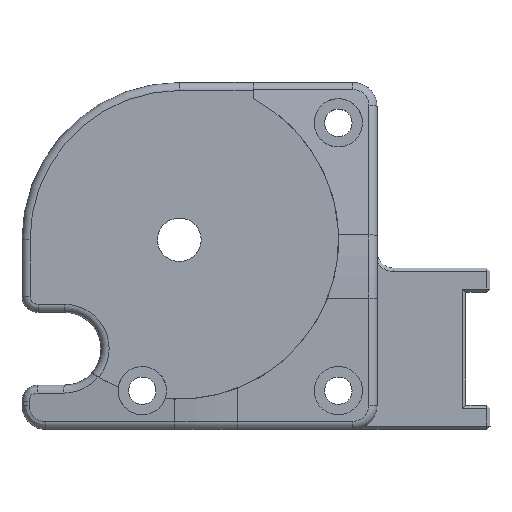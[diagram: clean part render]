
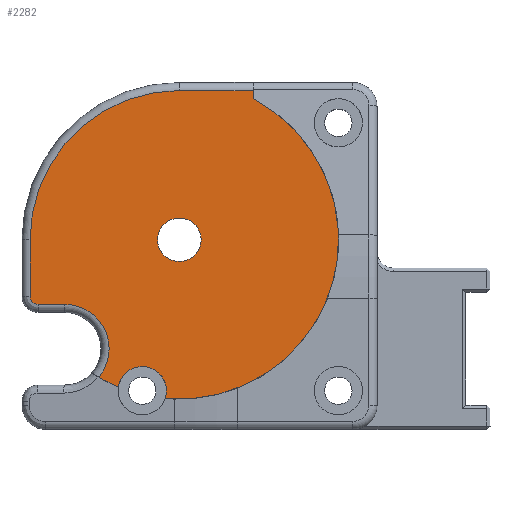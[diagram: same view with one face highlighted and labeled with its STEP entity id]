
A CAD part, top view. The second image highlights one B-rep face of the part: STEP entity #2282.
In plain terms, the highlighted planar face has unit normal (0, 0, 1).
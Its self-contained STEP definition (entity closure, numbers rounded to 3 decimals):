
#32=FACE_BOUND('',#413,.T.);
#115=CIRCLE('',#2449,5.5);
#118=CIRCLE('',#2453,1.);
#122=CIRCLE('',#2459,18.5);
#144=CIRCLE('',#2501,19.75);
#145=CIRCLE('',#2502,3.);
#146=CIRCLE('',#2503,3.);
#147=CIRCLE('',#2504,19.75);
#148=CIRCLE('',#2505,2.7);
#276=FACE_OUTER_BOUND('',#412,.T.);
#412=EDGE_LOOP('',(#1814,#1815,#1816,#1817,#1818,#1819,#1820,#1821,#1822,
#1823,#1824));
#413=EDGE_LOOP('',(#1825));
#614=LINE('',#3626,#826);
#616=LINE('',#3644,#828);
#618=LINE('',#3656,#830);
#635=LINE('',#3879,#847);
#826=VECTOR('',#2962,10.);
#828=VECTOR('',#2972,10.);
#830=VECTOR('',#2986,1.);
#847=VECTOR('',#3089,10.);
#993=VERTEX_POINT('',#3607);
#994=VERTEX_POINT('',#3609);
#995=VERTEX_POINT('',#3624);
#996=VERTEX_POINT('',#3636);
#998=VERTEX_POINT('',#3641);
#1000=VERTEX_POINT('',#3647);
#1002=VERTEX_POINT('',#3653);
#1027=VERTEX_POINT('',#3871);
#1028=VERTEX_POINT('',#3873);
#1029=VERTEX_POINT('',#3875);
#1030=VERTEX_POINT('',#3877);
#1031=VERTEX_POINT('',#3880);
#1255=EDGE_CURVE('',#993,#994,#115,.T.);
#1257=EDGE_CURVE('',#995,#993,#614,.T.);
#1259=EDGE_CURVE('',#996,#995,#118,.T.);
#1262=EDGE_CURVE('',#998,#996,#616,.T.);
#1265=EDGE_CURVE('',#1000,#998,#122,.T.);
#1268=EDGE_CURVE('',#1002,#1000,#618,.T.);
#1311=EDGE_CURVE('',#1027,#994,#144,.T.);
#1312=EDGE_CURVE('',#1028,#1027,#145,.F.);
#1313=EDGE_CURVE('',#1029,#1028,#146,.F.);
#1314=EDGE_CURVE('',#1030,#1029,#147,.T.);
#1315=EDGE_CURVE('',#1002,#1030,#635,.T.);
#1316=EDGE_CURVE('',#1031,#1031,#148,.T.);
#1814=ORIENTED_EDGE('',*,*,#1268,.T.);
#1815=ORIENTED_EDGE('',*,*,#1265,.T.);
#1816=ORIENTED_EDGE('',*,*,#1262,.T.);
#1817=ORIENTED_EDGE('',*,*,#1259,.T.);
#1818=ORIENTED_EDGE('',*,*,#1257,.T.);
#1819=ORIENTED_EDGE('',*,*,#1255,.T.);
#1820=ORIENTED_EDGE('',*,*,#1311,.F.);
#1821=ORIENTED_EDGE('',*,*,#1312,.F.);
#1822=ORIENTED_EDGE('',*,*,#1313,.F.);
#1823=ORIENTED_EDGE('',*,*,#1314,.F.);
#1824=ORIENTED_EDGE('',*,*,#1315,.F.);
#1825=ORIENTED_EDGE('',*,*,#1316,.F.);
#2030=PLANE('',#2500);
#2282=ADVANCED_FACE('',(#276,#32),#2030,.F.);
#2449=AXIS2_PLACEMENT_3D('',#3622,#2956,#2957);
#2453=AXIS2_PLACEMENT_3D('',#3638,#2965,#2966);
#2459=AXIS2_PLACEMENT_3D('',#3650,#2979,#2980);
#2500=AXIS2_PLACEMENT_3D('',#3870,#3079,#3080);
#2501=AXIS2_PLACEMENT_3D('',#3872,#3081,#3082);
#2502=AXIS2_PLACEMENT_3D('',#3874,#3083,#3084);
#2503=AXIS2_PLACEMENT_3D('',#3876,#3085,#3086);
#2504=AXIS2_PLACEMENT_3D('',#3878,#3087,#3088);
#2505=AXIS2_PLACEMENT_3D('',#3881,#3090,#3091);
#2956=DIRECTION('center_axis',(0.,0.,
-1.));
#2957=DIRECTION('ref_axis',(0.913,0.408,0.));
#2962=DIRECTION('',(1.,0.,0.));
#2965=DIRECTION('center_axis',(0.,0.,
1.));
#2966=DIRECTION('ref_axis',(-0.707,-0.707,0.));
#2972=DIRECTION('',(0.,-1.,0.));
#2979=DIRECTION('center_axis',(0.,0.,
1.));
#2980=DIRECTION('ref_axis',(-0.784,0.621,0.));
#2986=DIRECTION('',(-1.,0.,0.));
#3079=DIRECTION('center_axis',(0.,0.,
-1.));
#3080=DIRECTION('ref_axis',(-1.,0.,0.));
#3081=DIRECTION('center_axis',(0.,0.,
-1.));
#3082=DIRECTION('ref_axis',(-1.,0.,0.));
#3083=DIRECTION('center_axis',(0.,0.,
-1.));
#3084=DIRECTION('ref_axis',(-1.,0.,0.));
#3085=DIRECTION('center_axis',(0.,0.,
-1.));
#3086=DIRECTION('ref_axis',(-1.,0.,0.));
#3087=DIRECTION('center_axis',(0.,0.,
-1.));
#3088=DIRECTION('ref_axis',(-1.,0.,0.));
#3089=DIRECTION('',(0.,-1.,0.));
#3090=DIRECTION('center_axis',(0.,0.,
1.));
#3091=DIRECTION('ref_axis',(-1.,0.,0.));
#3607=CARTESIAN_POINT('',(33.959,-12.147,180.052));
#3609=CARTESIAN_POINT('',(38.17,-21.184,180.052));
#3622=CARTESIAN_POINT('Origin',(33.959,-17.647,180.052));
#3624=CARTESIAN_POINT('',(30.659,-12.147,180.052));
#3626=CARTESIAN_POINT('',(37.234,-12.147,180.052));
#3636=CARTESIAN_POINT('',(29.659,-11.147,180.052));
#3638=CARTESIAN_POINT('Origin',(30.659,-11.147,180.052));
#3641=CARTESIAN_POINT('',(29.659,-4.147,180.052));
#3644=CARTESIAN_POINT('',(29.659,4.554,180.052));
#3647=CARTESIAN_POINT('',(48.159,14.353,180.052));
#3650=CARTESIAN_POINT('Origin',(48.159,-4.147,180.052));
#3653=CARTESIAN_POINT('',(57.313,14.353,180.052));
#3656=CARTESIAN_POINT('',(73.659,14.353,180.052));
#3870=CARTESIAN_POINT('Origin',(40.509,-6.246,180.052));
#3871=CARTESIAN_POINT('',(40.593,-22.39,180.052));
#3872=CARTESIAN_POINT('Origin',(48.159,-4.147,180.052));
#3873=CARTESIAN_POINT('',(46.559,-22.846,180.052));
#3874=CARTESIAN_POINT('Origin',(43.559,-22.846,180.052));
#3875=CARTESIAN_POINT('',(46.397,-23.818,180.052));
#3876=CARTESIAN_POINT('Origin',(43.559,-22.846,180.052));
#3877=CARTESIAN_POINT('',(57.313,13.353,180.052));
#3878=CARTESIAN_POINT('Origin',(48.159,-4.147,180.052));
#3879=CARTESIAN_POINT('',(57.313,3.554,180.052));
#3880=CARTESIAN_POINT('',(50.859,-4.147,180.052));
#3881=CARTESIAN_POINT('Origin',(48.159,-4.147,180.052));
